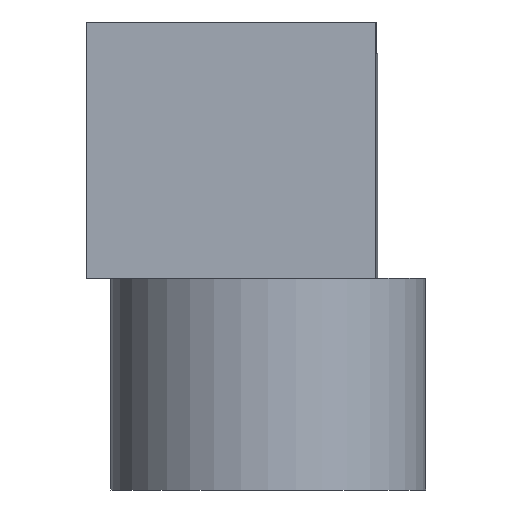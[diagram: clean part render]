
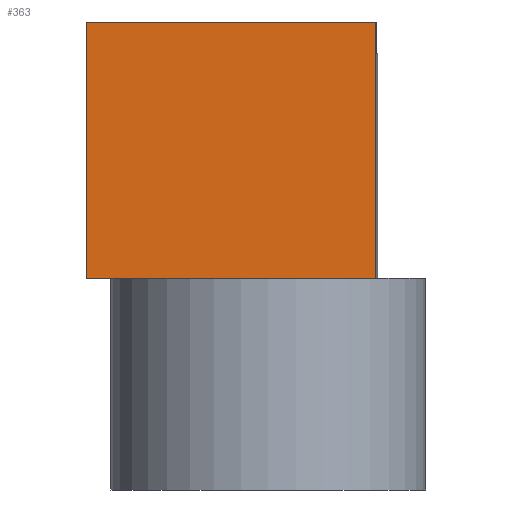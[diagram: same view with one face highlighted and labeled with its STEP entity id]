
A CAD part, front view. The second image highlights one B-rep face of the part: STEP entity #363.
In plain terms, the highlighted planar face has unit normal (0, -1, 0).
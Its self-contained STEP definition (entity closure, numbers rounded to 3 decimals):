
#31=FACE_OUTER_BOUND('',#55,.T.);
#55=EDGE_LOOP('',(#261,#262,#263,#264));
#75=LINE('',#524,#119);
#83=LINE('',#543,#127);
#88=LINE('',#555,#132);
#89=LINE('',#556,#133);
#119=VECTOR('',#426,10.);
#127=VECTOR('',#438,10.);
#132=VECTOR('',#451,10.);
#133=VECTOR('',#452,10.);
#163=VERTEX_POINT('',#522);
#164=VERTEX_POINT('',#523);
#172=VERTEX_POINT('',#541);
#173=VERTEX_POINT('',#542);
#195=EDGE_CURVE('',#163,#164,#75,.T.);
#204=EDGE_CURVE('',#172,#173,#83,.T.);
#210=EDGE_CURVE('',#164,#172,#88,.T.);
#211=EDGE_CURVE('',#173,#163,#89,.T.);
#261=ORIENTED_EDGE('',*,*,#210,.F.);
#262=ORIENTED_EDGE('',*,*,#195,.F.);
#263=ORIENTED_EDGE('',*,*,#211,.F.);
#264=ORIENTED_EDGE('',*,*,#204,.F.);
#342=PLANE('',#402);
#363=ADVANCED_FACE('',(#31),#342,.F.);
#402=AXIS2_PLACEMENT_3D('',#554,#449,#450);
#426=DIRECTION('',(-1.,0.,0.));
#438=DIRECTION('',(1.,0.,0.));
#449=DIRECTION('center_axis',(0.,1.,0.));
#450=DIRECTION('ref_axis',(0.,0.,1.));
#451=DIRECTION('',(0.,0.,1.));
#452=DIRECTION('',(0.,0.,-1.));
#522=CARTESIAN_POINT('',(2.379,-49.974,0.));
#523=CARTESIAN_POINT('',(-4.05,-49.974,0.));
#524=CARTESIAN_POINT('',(0.636,-49.974,0.));
#541=CARTESIAN_POINT('',(-4.05,-49.974,5.7));
#542=CARTESIAN_POINT('',(2.379,-49.974,5.7));
#543=CARTESIAN_POINT('',(-2.872,-49.974,5.7));
#554=CARTESIAN_POINT('Origin',(-4.63,-49.974,0.));
#555=CARTESIAN_POINT('',(-4.05,-49.974,0.));
#556=CARTESIAN_POINT('',(2.379,-49.974,0.));
